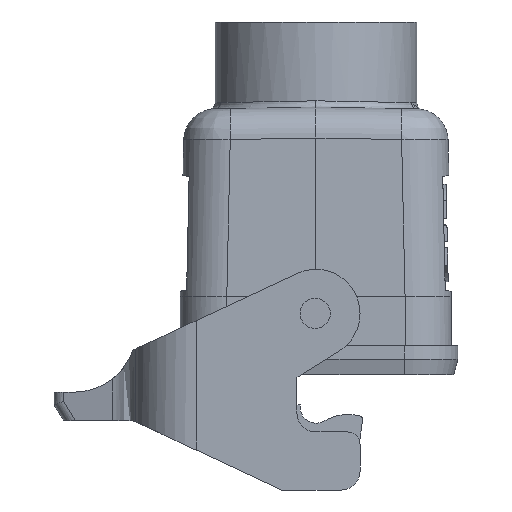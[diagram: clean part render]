
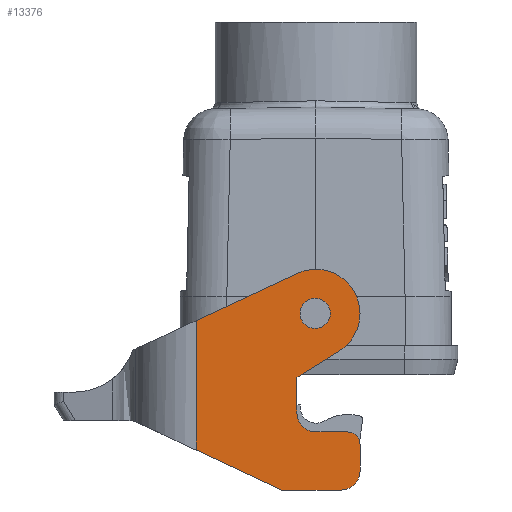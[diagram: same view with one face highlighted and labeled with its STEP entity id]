
A CAD part, left-side view. The second image highlights one B-rep face of the part: STEP entity #13376.
In plain terms, the highlighted planar face has unit normal (-1, 0, 0).
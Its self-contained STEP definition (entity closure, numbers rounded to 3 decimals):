
#11918=CARTESIAN_POINT('',(-36.0,-5.,-20.65));
#11919=VERTEX_POINT('',#11918);
#11934=CARTESIAN_POINT('',(-36.0,0.,-20.65));
#11935=VERTEX_POINT('',#11934);
#11942=CARTESIAN_POINT('',(-36.0,-5.,-20.65));
#11943=DIRECTION('',(0.0,1.0,0.));
#11944=VECTOR('',#11943,5.);
#11945=LINE('',#11942,#11944);
#11946=EDGE_CURVE('',#11919,#11935,#11945,.T.);
#11965=CARTESIAN_POINT('',(-36.0,3.,-17.65));
#11966=VERTEX_POINT('',#11965);
#11973=CARTESIAN_POINT('',(-36.0,0.,-17.65));
#11974=DIRECTION('',(1.0,0.0,0.0));
#11975=DIRECTION('',(0.0,0.0,1.0));
#11976=AXIS2_PLACEMENT_3D('',#11973,#11974,#11975);
#11977=CIRCLE('',#11976,3.);
#11978=EDGE_CURVE('',#11935,#11966,#11977,.T.);
#12927=CARTESIAN_POINT('',(-36.0,19.,-2.986));
#12928=VERTEX_POINT('',#12927);
#12970=CARTESIAN_POINT('',(-36.0,2.958,4.494));
#12971=VERTEX_POINT('',#12970);
#12978=CARTESIAN_POINT('',(-36.0,-3.709,-7.786));
#12979=VERTEX_POINT('',#12978);
#12980=CARTESIAN_POINT('',(-36.0,0.,-1.85));
#12981=DIRECTION('',(-1.0,0.0,0.0));
#12982=DIRECTION('',(0.0,0.0,1.0));
#12983=AXIS2_PLACEMENT_3D('',#12980,#12981,#12982);
#12984=CIRCLE('',#12983,7.);
#12985=EDGE_CURVE('',#12979,#12971,#12984,.T.);
#13002=CARTESIAN_POINT('',(-36.0,3.,-11.979));
#13003=VERTEX_POINT('',#13002);
#13004=CARTESIAN_POINT('',(-36.0,3.,-11.979));
#13005=DIRECTION('',(0.0,-0.848,0.53));
#13006=VECTOR('',#13005,7.912);
#13007=LINE('',#13004,#13006);
#13008=EDGE_CURVE('',#13003,#12979,#13007,.T.);
#13034=CARTESIAN_POINT('',(-36.0,-7.,-22.65));
#13035=VERTEX_POINT('',#13034);
#13042=CARTESIAN_POINT('',(-36.0,-7.,-26.85));
#13043=VERTEX_POINT('',#13042);
#13044=CARTESIAN_POINT('',(-36.0,-7.,-26.85));
#13045=DIRECTION('',(0.0,0.,1.0));
#13046=VECTOR('',#13045,4.2);
#13047=LINE('',#13044,#13046);
#13048=EDGE_CURVE('',#13043,#13035,#13047,.T.);
#13099=CARTESIAN_POINT('',(-36.0,-5.,-22.65));
#13100=DIRECTION('',(-1.0,0.0,0.0));
#13101=DIRECTION('',(0.0,0.0,1.0));
#13102=AXIS2_PLACEMENT_3D('',#13099,#13100,#13101);
#13103=CIRCLE('',#13102,2.);
#13104=EDGE_CURVE('',#13035,#11919,#13103,.T.);
#13210=CARTESIAN_POINT('',(-36.0,3.,-17.65));
#13211=DIRECTION('',(0.0,0.,1.0));
#13212=VECTOR('',#13211,5.671);
#13213=LINE('',#13210,#13212);
#13214=EDGE_CURVE('',#11966,#13003,#13213,.T.);
#13249=CARTESIAN_POINT('',(-36.0,-4.,-29.85));
#13250=VERTEX_POINT('',#13249);
#13251=CARTESIAN_POINT('',(-36.0,-4.,-26.85));
#13252=DIRECTION('',(-1.0,0.0,0.0));
#13253=DIRECTION('',(0.0,0.0,1.0));
#13254=AXIS2_PLACEMENT_3D('',#13251,#13252,#13253);
#13255=CIRCLE('',#13254,3.);
#13256=EDGE_CURVE('',#13250,#13043,#13255,.T.);
#13272=CARTESIAN_POINT('',(-36.0,5.41,-29.85));
#13273=VERTEX_POINT('',#13272);
#13274=CARTESIAN_POINT('',(-36.0,5.41,-29.85));
#13275=DIRECTION('',(0.0,-1.0,0.0));
#13276=VECTOR('',#13275,9.41);
#13277=LINE('',#13274,#13276);
#13278=EDGE_CURVE('',#13273,#13250,#13277,.T.);
#13311=CARTESIAN_POINT('',(-36.0,2.958,4.494));
#13312=DIRECTION('',(0.0,0.906,-0.423));
#13313=VECTOR('',#13312,17.7);
#13314=LINE('',#13311,#13313);
#13315=EDGE_CURVE('',#12971,#12928,#13314,.T.);
#13345=CARTESIAN_POINT('',(-36.0,20.,-30.725));
#13346=DIRECTION('',(-1.0,0.0,0.0));
#13347=DIRECTION('',(0.0,0.0,1.0));
#13348=AXIS2_PLACEMENT_3D('',#13345,#13346,#13347);
#13349=PLANE('',#13348);
#13350=CARTESIAN_POINT('',(-35.97,19.,-23.513));
#13351=VERTEX_POINT('',#13350);
#13352=CARTESIAN_POINT('',(-36.0,19.,-2.986));
#13353=DIRECTION('',(0.0,0.,-1.0));
#13354=VECTOR('',#13353,20.527);
#13355=LINE('',#13352,#13354);
#13356=EDGE_CURVE('',#12928,#13351,#13355,.T.);
#13357=ORIENTED_EDGE('',*,*,#13356,.T.);
#13358=CARTESIAN_POINT('',(-36.0,19.,-23.513));
#13359=DIRECTION('',(0.0,-0.906,-0.423));
#13360=VECTOR('',#13359,14.995);
#13361=LINE('',#13358,#13360);
#13362=EDGE_CURVE('',#13351,#13273,#13361,.T.);
#13363=ORIENTED_EDGE('',*,*,#13362,.T.);
#13364=ORIENTED_EDGE('',*,*,#13278,.T.);
#13365=ORIENTED_EDGE('',*,*,#13256,.T.);
#13366=ORIENTED_EDGE('',*,*,#13048,.T.);
#13367=ORIENTED_EDGE('',*,*,#13104,.T.);
#13368=ORIENTED_EDGE('',*,*,#11946,.T.);
#13369=ORIENTED_EDGE('',*,*,#11978,.T.);
#13370=ORIENTED_EDGE('',*,*,#13214,.T.);
#13371=ORIENTED_EDGE('',*,*,#13008,.T.);
#13372=ORIENTED_EDGE('',*,*,#12985,.T.);
#13373=ORIENTED_EDGE('',*,*,#13315,.T.);
#13374=EDGE_LOOP('',(#13357,#13363,#13364,#13365,#13366,#13367,#13368,#13369,#13370,#13371,#13372,#13373));
#13375=FACE_OUTER_BOUND('',#13374,.T.);
#13376=ADVANCED_FACE('',(#13375),#13349,.T.);
